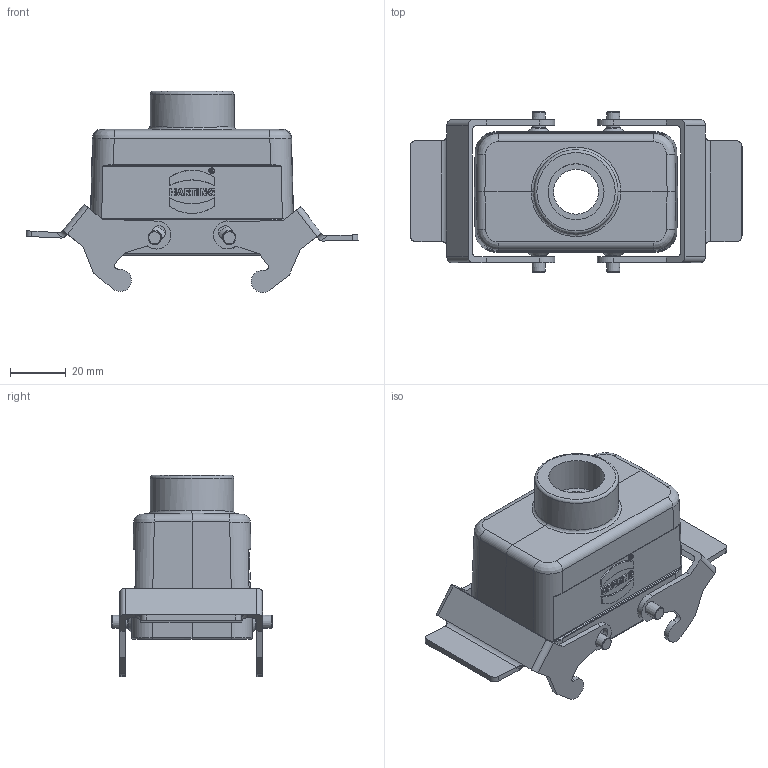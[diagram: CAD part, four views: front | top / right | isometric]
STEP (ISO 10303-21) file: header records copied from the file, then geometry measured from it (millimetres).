
FILE_DESCRIPTION((''),'2;1');
FILE_NAME('04300101462.stp','2020-07-07T14:39:39',('e.eickhoff'),(''),'Autodesk Inventor 2012','Autodesk Inventor 2012','');
FILE_SCHEMA(('AUTOMOTIVE_DESIGN { 1 0 10303 214 1 1 1 1 }'));
Length unit declared in the file: millimetre
Products named in the file (3): 04300101462; Metallbügel Quer
Assembly tree (3 placements, depth 2):
  04300101462
    04300101462
    Metallbügel Quer  x2
Bounding box: 118.6 x 57.2 x 71.88 mm (x, y, z)
Volume: 55289.3 mm3; surface area: 35799 mm2
Topology: 3 solids, 3 shells, 394 faces, 1021 edges, 659 vertices
Faces by surface type: plane 207, cylinder 113, bspline 50, cone 14, torus 10
Full cylindrical faces by diameter (mm): 3 x4, 16 x1, 20 x1, 30 x1
Entity records: 12523 total; most frequent: CARTESIAN_POINT 4237, ORIENTED_EDGE 1680, DIRECTION 1619, EDGE_CURVE 840, AXIS2_PLACEMENT_3D 562, VERTEX_POINT 550, VECTOR 495, LINE 495
